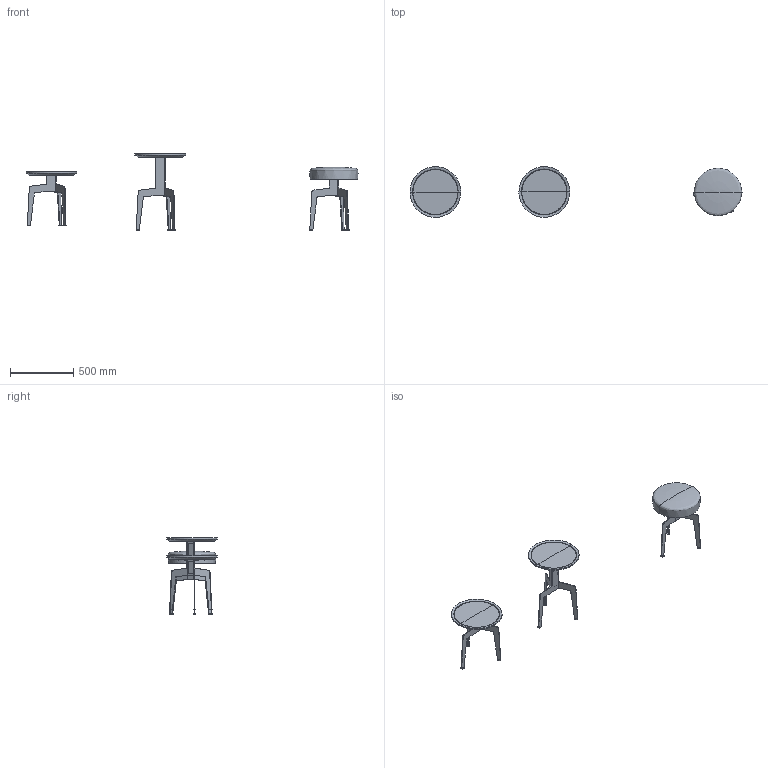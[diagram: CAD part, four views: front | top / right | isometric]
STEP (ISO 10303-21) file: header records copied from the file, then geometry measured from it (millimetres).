
FILE_DESCRIPTION(/* description */ (''),/* implementation_level */ '2;1');
FILE_NAME(/* name */ 'tav. 44 - 45',/* time_stamp */ '2013-07-22T16:44:07+02:00',/* author */ (''),/* organization */ (''),/* preprocessor_version */ 'ST-DEVELOPER v10',/* originating_system */ '',/* authorisation */ '');
FILE_SCHEMA (('CONFIG_CONTROL_DESIGN'));
Length unit declared in the file: millimetre
Products named in the file (1): 1
Bounding box: 2617.64 x 399.49 x 600 mm (x, y, z)
Volume: 9394391.3 mm3; surface area: 1791578.1 mm2
Topology: 30 solids, 31 shells, 210 faces, 434 edges, 271 vertices
Faces by surface type: bspline 210
Entity records: 6231 total; most frequent: CARTESIAN_POINT 3562, ORIENTED_EDGE 838, EDGE_CURVE 420, VERTEX_POINT 271, B_SPLINE_CURVE_WITH_KNOTS 248, ADVANCED_FACE 210, FACE_OUTER_BOUND 210, EDGE_LOOP 210
